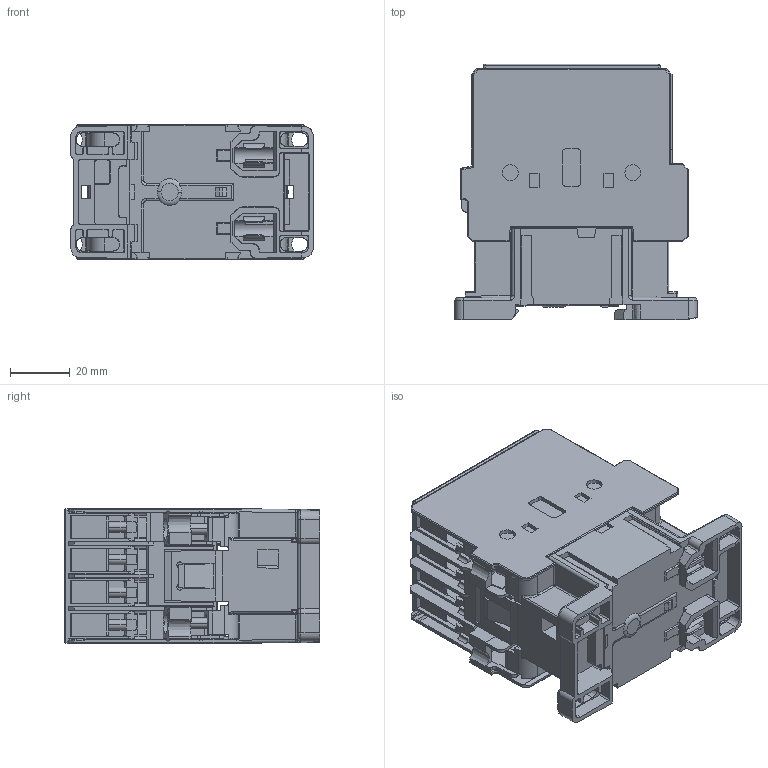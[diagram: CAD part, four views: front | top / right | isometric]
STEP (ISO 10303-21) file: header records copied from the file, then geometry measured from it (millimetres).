
FILE_DESCRIPTION((''),'2;1');
FILE_NAME('CEM9_18_ASM','2018-05-14T',('luka.skrinjar'),('Audax d.o.o.'),'CREO PARAMETRIC BY PTC INC, 2016050','CREO PARAMETRIC BY PTC INC, 2016050','');
FILE_SCHEMA(('AUTOMOTIVE_DESIGN { 1 0 10303 214 1 1 1 1 }'));
Products named in the file (8): CWM9_18-CAWM4_1_1; CWM9_18-CAWM4_1_2; CWM9_18-CAWM4_1_3; CWM9_18-CAWM4_1_4; CWM9_18-CAWM4_1_5; CWM9_18-CAWM4_1_ASM; ETI; CEM9_18_ASM
Assembly tree (7 placements, depth 3):
  CEM9_18_ASM
    CWM9_18-CAWM4_1_ASM
      CWM9_18-CAWM4_1_1
      CWM9_18-CAWM4_1_2
      CWM9_18-CAWM4_1_3
      CWM9_18-CAWM4_1_4
      CWM9_18-CAWM4_1_5
    ETI
Bounding box: 81 x 85.45 x 45 mm (x, y, z)
Volume: 106786.8 mm3; surface area: 78582.1 mm2
Topology: 7 solids, 14 shells, 3253 faces, 9174 edges, 5851 vertices
Faces by surface type: plane 2235, cylinder 717, bspline 176, cone 58, torus 50, sphere 17
Entity records: 117673 total; most frequent: CARTESIAN_POINT 34805, ORIENTED_EDGE 18125, DIRECTION 15124, EDGE_CURVE 9117, VECTOR 6666, LINE 6666, VERTEX_POINT 5851, AXIS2_PLACEMENT_3D 4229
